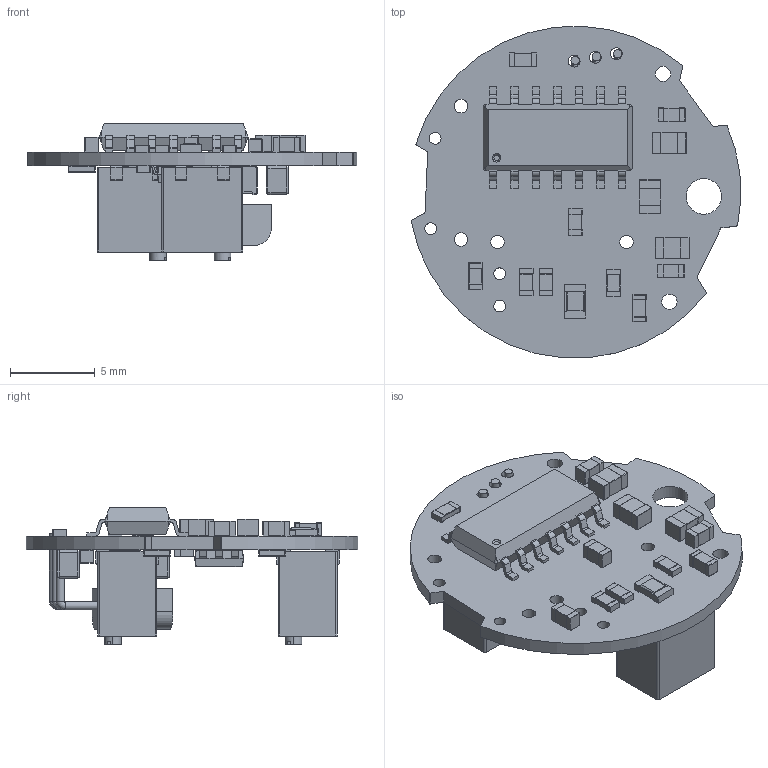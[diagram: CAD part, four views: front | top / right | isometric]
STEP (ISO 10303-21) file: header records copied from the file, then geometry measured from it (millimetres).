
FILE_DESCRIPTION(('Open CASCADE Model'),'2;1');
FILE_NAME('Open CASCADE Shape Model','2017-08-01T13:56:26',('Author'),( 'Open CASCADE'),'Open CASCADE STEP processor 6.8','Open CASCADE 6.8' ,'Unknown');
FILE_SCHEMA(('AUTOMOTIVE_DESIGN { 1 0 10303 214 1 1 1 1 }'));
Products named in the file (1): PCB
Bounding box: 19.46 x 19.58 x 8.09 mm (x, y, z)
Volume: 446.4 mm3; surface area: 1357 mm2
Topology: 29 solids, 1067 shells, 1497 faces, 6460 edges, 5981 vertices
Faces by surface type: plane 988, cylinder 400, bspline 96, cone 10, torus 2, revolution 1
Full cylindrical faces by diameter (mm): 0.5 x7, 0.7 x7, 0.8 x4, 0.9 x2, 2.1 x1
Entity records: 75405 total; most frequent: CARTESIAN_POINT 15301, DIRECTION 10498, ORIENTED_EDGE 7352, EDGE_CURVE 6338, VERTEX_POINT 5934, LINE 5027, VECTOR 5027, AXIS2_PLACEMENT_3D 2735
